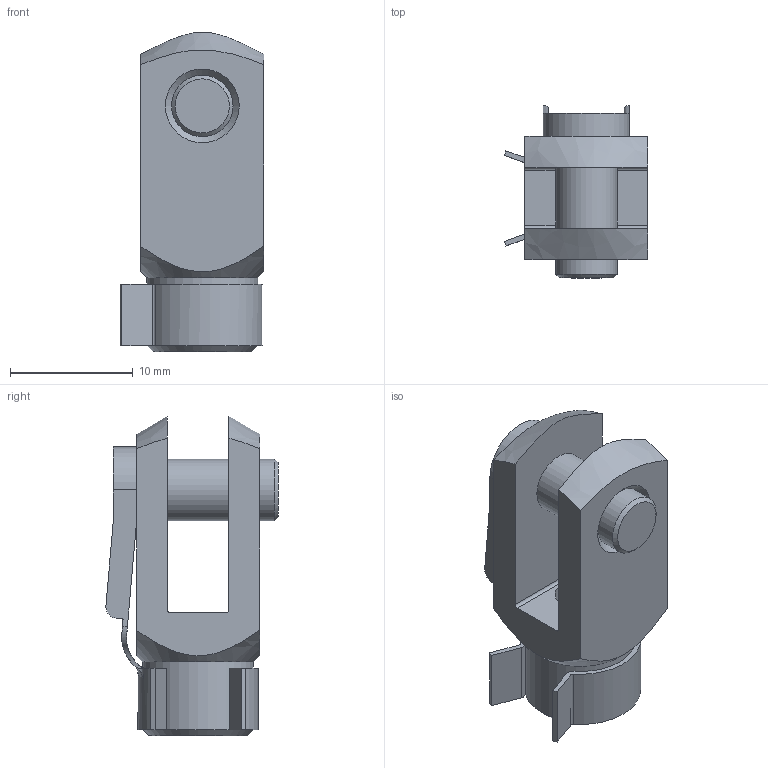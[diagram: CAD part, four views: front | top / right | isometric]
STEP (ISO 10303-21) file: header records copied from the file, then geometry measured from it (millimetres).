
FILE_DESCRIPTION((''),'2;1');
FILE_NAME('0615-Gabelkopf-GAKG5M5BL.stp','2012-07-16T09:48:53',('CADNEU'),(''),'Autodesk Inventor 2012','Autodesk Inventor 2012','');
FILE_SCHEMA(('AUTOMOTIVE_DESIGN { 1 0 10303 214 1 1 1 1 }'));
Length unit declared in the file: millimetre
Products named in the file (3): GAKG5M5BL; GAKE5M5BL; FKBF5
Assembly tree (2 placements, depth 2):
  GAKG5M5BL
    GAKE5M5BL
    FKBF5
Bounding box: 11.68 x 14 x 26 mm (x, y, z)
Volume: 1597.3 mm3; surface area: 2148.6 mm2
Topology: 2 solids, 2 shells, 91 faces, 240 edges, 151 vertices
Faces by surface type: cylinder 37, plane 31, bspline 11, cone 8, torus 4
Full cylindrical faces by diameter (mm): 4.134 x1, 5 x3, 9 x1
Entity records: 3086 total; most frequent: CARTESIAN_POINT 893, ORIENTED_EDGE 448, DIRECTION 423, EDGE_CURVE 224, AXIS2_PLACEMENT_3D 162, VERTEX_POINT 148, EDGE_LOOP 108, VECTOR 99
